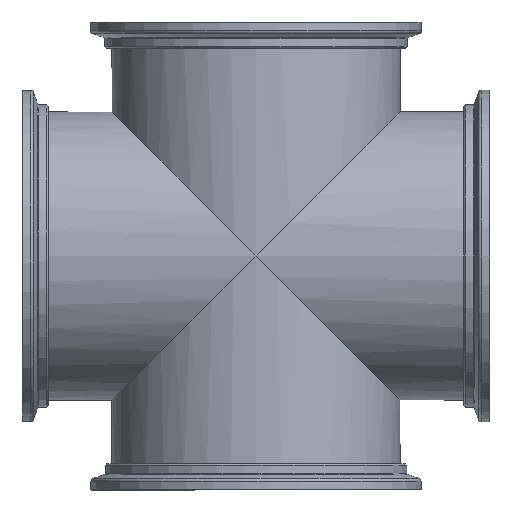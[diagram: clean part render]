
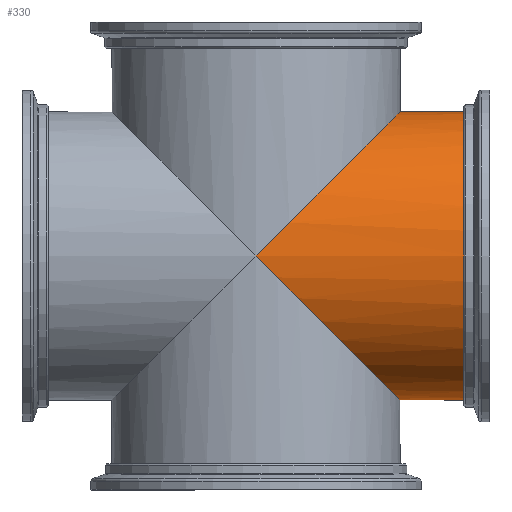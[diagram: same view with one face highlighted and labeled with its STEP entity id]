
A CAD part, front view. The second image highlights one B-rep face of the part: STEP entity #330.
In plain terms, the highlighted cylindrical face has radius 109.55 mm (diameter 219.1 mm), a full revolution.
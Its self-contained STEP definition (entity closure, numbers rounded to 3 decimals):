
#61=ELLIPSE('',#392,154.927,109.55);
#62=ELLIPSE('',#393,154.927,109.55);
#71=ORIENTED_EDGE('',*,*,#133,.T.);
#72=ORIENTED_EDGE('',*,*,#134,.F.);
#73=ORIENTED_EDGE('',*,*,#135,.F.);
#133=EDGE_CURVE('',#162,#162,#187,.T.);
#134=EDGE_CURVE('',#163,#164,#61,.T.);
#135=EDGE_CURVE('',#164,#163,#62,.T.);
#162=VERTEX_POINT('',#588);
#163=VERTEX_POINT('',#590);
#164=VERTEX_POINT('',#591);
#187=CIRCLE('',#391,109.55);
#212=EDGE_LOOP('',(#71));
#213=EDGE_LOOP('',(#72,#73));
#266=FACE_BOUND('',#212,.T.);
#267=FACE_BOUND('',#213,.T.);
#318=CYLINDRICAL_SURFACE('',#390,109.55);
#330=ADVANCED_FACE('',(#266,#267),#318,.T.);
#390=AXIS2_PLACEMENT_3D('',#586,#463,#464);
#391=AXIS2_PLACEMENT_3D('',#587,#465,#466);
#392=AXIS2_PLACEMENT_3D('',#589,#467,#468);
#393=AXIS2_PLACEMENT_3D('',#592,#469,#470);
#463=DIRECTION('',(-1.,0.,0.));
#464=DIRECTION('',(0.,0.,1.));
#465=DIRECTION('',(-1.,0.,0.));
#466=DIRECTION('',(0.,0.,1.));
#467=DIRECTION('',(-0.707,0.,0.707));
#468=DIRECTION('',(-0.707,0.,-0.707));
#469=DIRECTION('',(-0.707,0.,-0.707));
#470=DIRECTION('',(-0.707,0.,0.707));
#586=CARTESIAN_POINT('',(0.,0.,0.));
#587=CARTESIAN_POINT('',(163.,0.,0.));
#588=CARTESIAN_POINT('',(163.,0.,109.55));
#589=CARTESIAN_POINT('',(0.,0.,0.));
#590=CARTESIAN_POINT('',(0.,-109.55,0.));
#591=CARTESIAN_POINT('',(0.,109.55,0.));
#592=CARTESIAN_POINT('',(0.,0.,0.));
